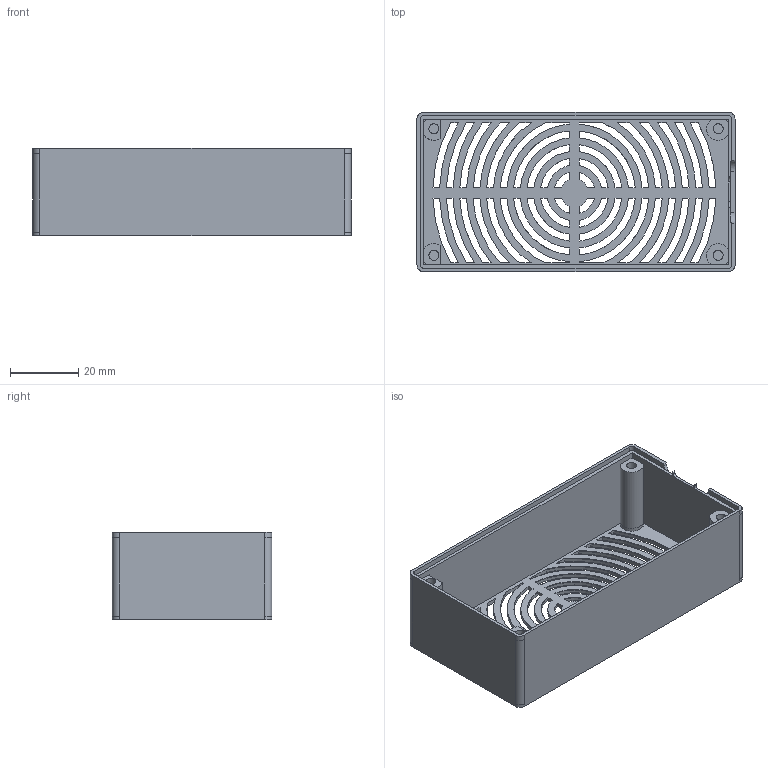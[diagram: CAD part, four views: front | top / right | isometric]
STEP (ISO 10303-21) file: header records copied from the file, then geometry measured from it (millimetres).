
FILE_DESCRIPTION ((), '1');
FILE_NAME ('ups_case_box.stp', '2024-06-03T19:33:08', ('Unknown'), ('Unknown'), 'HarmonyWare STEP v2.1.4', 'HarmonyWare Translators', '');
FILE_SCHEMA (('CONFIG_CONTROL_DESIGN'));
Length unit declared in the file: millimetre
Assembly tree (1 placements, depth 2):
  (unnamed)
    (unnamed)
Bounding box: 93 x 46.6 x 25.55 mm (x, y, z)
Volume: 18087.5 mm3; surface area: 22392.9 mm2
Topology: 1 solids, 1 shells, 325 faces, 956 edges, 638 vertices
Faces by surface type: bspline 325
Entity records: 35996 total; most frequent: CARTESIAN_POINT 30012, ORIENTED_EDGE 1912, EDGE_CURVE 956, B_SPLINE_CURVE_WITH_KNOTS 896, VERTEX_POINT 638, EDGE_LOOP 410, FACE_OUTER_BOUND 325, ADVANCED_FACE 325
